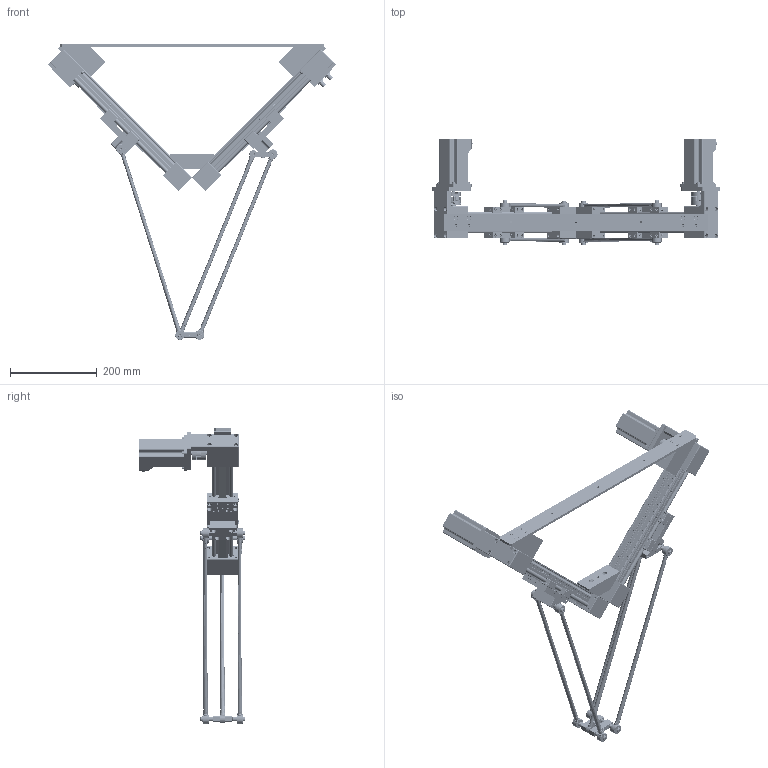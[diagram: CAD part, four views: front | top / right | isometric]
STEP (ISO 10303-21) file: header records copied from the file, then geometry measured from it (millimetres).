
FILE_DESCRIPTION(/* description */ ('Zweiachskinematik'),/* implementation_level */ '2;1');
FILE_NAME(/* name */ 'DLE-ZR-4811999-210827.stp',/* time_stamp */ '2021-08-27T11:28:42+02:00',/* author */ ('fkoeching'),/* organization */ (''),/* preprocessor_version */ 'ST-DEVELOPER v18.1',/* originating_system */ 'Autodesk Inventor 2020',/* authorisation */ '');
FILE_SCHEMA (('CONFIG_CONTROL_DESIGN'));
Products named in the file (72): DLE-ZR-4811999-210827; ETY-DR-0027; ETY-DR-0013; ZLW-X1-4811999-210827; ZTF-104004; SAXT-104004; MK-0111; MONT0030000; ZLW-X2-4811999-210827; ZSX-104001; ZTL-104002; SAXT-104001; ZTL-10400S-V; NOR-10412; SAWT-104006; ZR-104001; ZR-104001-XX; ZSY-104002; NOR-10735; ZTF-104002; NOR-10604; SAXT-104002; SAXT-104003; ZTF-10400S-V; NOR-20901; SAWT-104004; ZTY-104035; ZTZ-104009; ZSA-104001-AL; ZSY-104001; WJ200UMA-01-10-AL; WMA-01-10-AL; WRZ-011007; J200UMA-01-10; NOR-10601; MK-0111_1; MF-1040-NEMA23-S; ZTY-104004; ZTY-104010; NOR-10516 ...
Assembly tree (205 placements, depth 5):
  DLE-ZR-4811999-210827
    ETY-DR-0027
    ETY-DR-0013  x2
    ZLW-X1-4811999-210827
      ZSX-104001
      ZTL-104002
        NOR-10614  x2
        SAXT-104001
        SAXT-104002
        ZTL-10400S-V
          NOR-10412  x4
          NOR-20901  x2
          NOR-10604  x4
          SAWT-104006
          ZTY-104035  x2
        ZTZ-104009  x2
      ZR-104001
        ZR-104001-XX
        NOR-10735  x2
        ZSY-104002  x2
      ZTF-104004
        NOR-10614  x2
        NOR-10604  x2
        SAXT-104002
        SAXT-104004
        ZTF-10400S-V
          NOR-20901  x2
          SAWT-104004
          ZTY-104035  x2
        ZTZ-104009  x2
      ZSA-104001-AL
        ZSY-104001
        WJ200UMA-01-10-AL  x4
          WMA-01-10-AL
          WRZ-011007
          J200UMA-01-10
        NOR-10601  x4
      MK-0111
        MF-1040-NEMA23-S
          ZTY-104004
          ZTY-104010
          NOR-10516  x2
          MH-06  x2
          NOR-10523  x4
          NOR-20114  x4
          NOR-11003  x4
        MOT-AN-S-060-035-060-M-C-AAAC
          1
          2
        COU-AR-K-080-100-32-32-B-AAAA
      NOR-20602  x8
      NOR-10412_1  x4
      MONT0030000
    ZLW-X2-4811999-210827
      ZSX-104001
      ZTL-104002
        NOR-10614  x2
        SAXT-104001
        SAXT-104002
        ZTL-10400S-V
Bounding box: 662.44 x 243.8 x 681.68 mm (x, y, z)
Volume: 2817630.4 mm3; surface area: 1266733.4 mm2
Topology: 293 solids, 302 shells, 10166 faces, 26847 edges, 17571 vertices
Faces by surface type: plane 5116, cylinder 3054, cone 750, bspline 664, torus 458, sphere 124
Full cylindrical faces by diameter (mm): 1.8 x18, 2.459 x6, 2.5 x2, 3 x3, 3.2 x2, 3.242 x14, 3.4 x2, 4 x42, 4.018 x8, 4.134 x72, 4.2 x4, 4.3 x10, 4.5 x16, 4.917 x44, 5 x99, 5.4 x2, 5.5 x36, 5.96 x8, 6 x64, 6.2 x16, 6.5 x1, 6.6 x28, 6.647 x9, 7 x22, 7.4 x4, 8 x43, 8.05 x2, 8.2 x6, 8.5 x18, 8.7 x10
Entity records: 104532 total; most frequent: CARTESIAN_POINT 27139, DIRECTION 15921, ORIENTED_EDGE 15326, EDGE_CURVE 7663, AXIS2_PLACEMENT_3D 5939, VERTEX_POINT 5081, LINE 4043, VECTOR 4043
